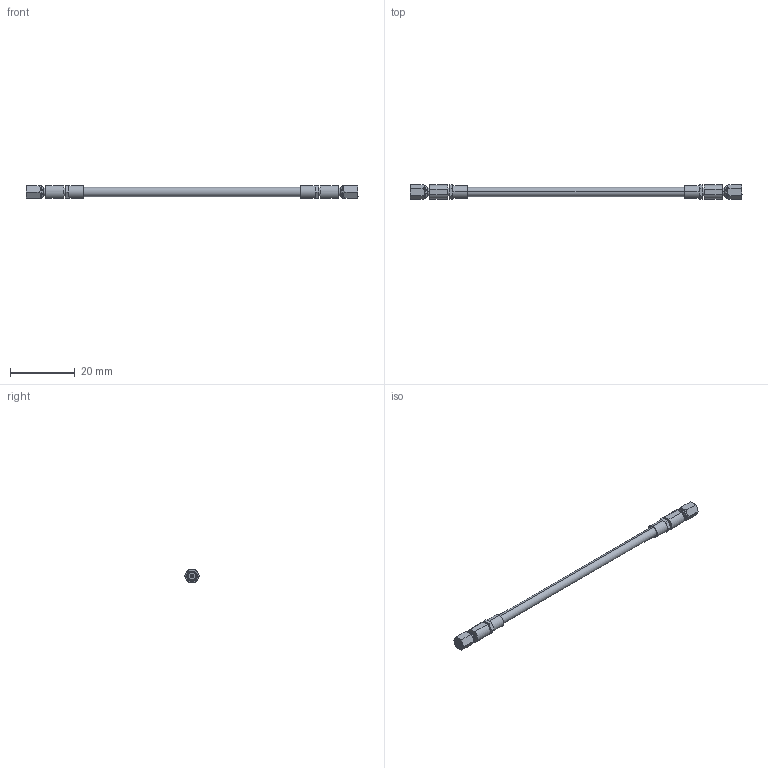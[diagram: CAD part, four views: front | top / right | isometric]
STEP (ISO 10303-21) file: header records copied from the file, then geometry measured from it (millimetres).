
FILE_DESCRIPTION (( 'STEP AP214' ), '1' );
FILE_NAME ('PE3C4436.step', '2020-04-20T16:45:36', ( '' ), ( '' ), 'SwSTEP 2.0', 'SolidWorks 2018', '' );
FILE_SCHEMA (( 'AUTOMOTIVE_DESIGN' ));
Length unit declared in the file: millimetre
Products named in the file (3): PE3C4436; PE45369,FMCN1254___; RG316-DS___
Assembly tree (3 placements, depth 2):
  PE3C4436
    RG316-DS___
    PE45369,FMCN1254___  x2
Bounding box: 102.81 x 4.58 x 3.96 mm (x, y, z)
Volume: 835.9 mm3; surface area: 1688.4 mm2
Topology: 3 solids, 3 shells, 216 faces, 502 edges, 312 vertices
Faces by surface type: plane 80, cylinder 70, cone 60, bspline 6
Entity records: 3874 total; most frequent: CARTESIAN_POINT 1371, ORIENTED_EDGE 508, DIRECTION 492, EDGE_CURVE 254, AXIS2_PLACEMENT_3D 199, VERTEX_POINT 158, EDGE_LOOP 122, FACE_OUTER_BOUND 110
